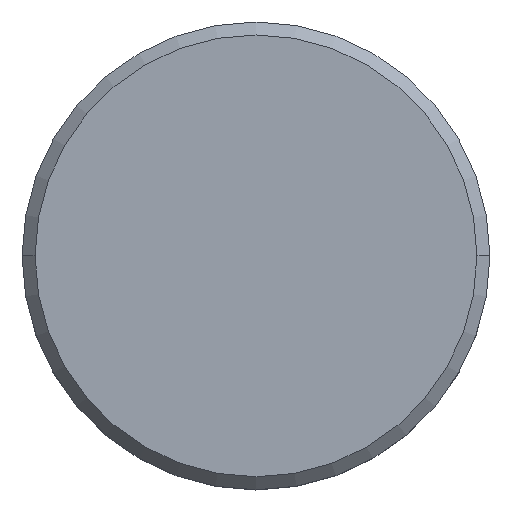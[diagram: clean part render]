
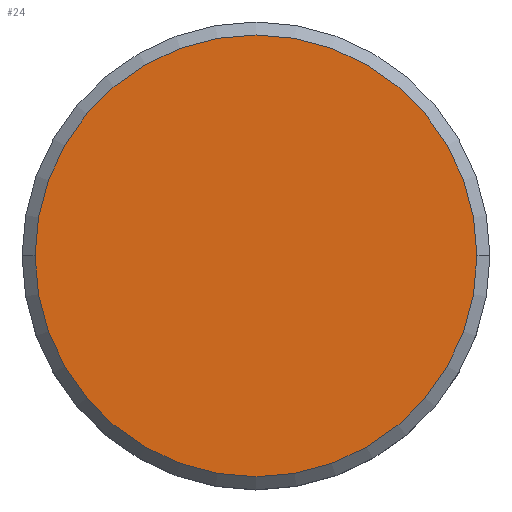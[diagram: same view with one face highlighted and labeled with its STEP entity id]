
A CAD part, top view. The second image highlights one B-rep face of the part: STEP entity #24.
In plain terms, the highlighted planar face has unit normal (0, 0, 1).
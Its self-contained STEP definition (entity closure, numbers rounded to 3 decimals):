
#24 = ADVANCED_FACE ( 'NONE', ( #25 ), #459, .T. ) ;
#25 = FACE_OUTER_BOUND ( 'NONE', #123, .T. ) ;
#27 = ORIENTED_EDGE ( 'NONE', *, *, #502, .T. ) ;
#110 = EDGE_CURVE ( 'NONE', #547, #140, #442, .T. ) ;
#123 = EDGE_LOOP ( 'NONE', ( #27, #154 ) ) ;
#140 = VERTEX_POINT ( 'NONE', #295 ) ;
#154 = ORIENTED_EDGE ( 'NONE', *, *, #110, .T. ) ;
#161 = CARTESIAN_POINT ( 'NONE',  ( 0., 0., 0. ) ) ;
#163 = DIRECTION ( 'NONE',  ( 1., 0., 0. ) ) ;
#252 = CARTESIAN_POINT ( 'NONE',  ( 0., 0., 0. ) ) ;
#266 = CARTESIAN_POINT ( 'NONE',  ( 8.5, 0., 0. ) ) ;
#295 = CARTESIAN_POINT ( 'NONE',  ( -8.5, 0., 0. ) ) ;
#304 = DIRECTION ( 'NONE',  ( 0., 0., 1. ) ) ;
#411 = AXIS2_PLACEMENT_3D ( 'NONE', #161, #304, #498 ) ;
#420 = AXIS2_PLACEMENT_3D ( 'NONE', #467, #421, #163 ) ;
#421 = DIRECTION ( 'NONE',  ( 0., 0., 1. ) ) ;
#442 = CIRCLE ( 'NONE', #495, 8.5 ) ;
#447 = DIRECTION ( 'NONE',  ( 0., 0., 1. ) ) ;
#459 = PLANE ( 'NONE',  #420 ) ;
#467 = CARTESIAN_POINT ( 'NONE',  ( 0., 0., 0. ) ) ;
#495 = AXIS2_PLACEMENT_3D ( 'NONE', #252, #447, #555 ) ;
#498 = DIRECTION ( 'NONE',  ( 1., 0., 0. ) ) ;
#502 = EDGE_CURVE ( 'NONE', #140, #547, #541, .T. ) ;
#541 = CIRCLE ( 'NONE', #411, 8.5 ) ;
#547 = VERTEX_POINT ( 'NONE', #266 ) ;
#555 = DIRECTION ( 'NONE',  ( 1., 0., 0. ) ) ;
